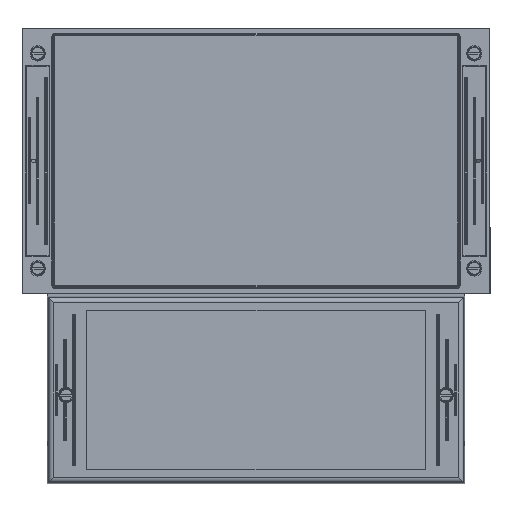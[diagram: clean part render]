
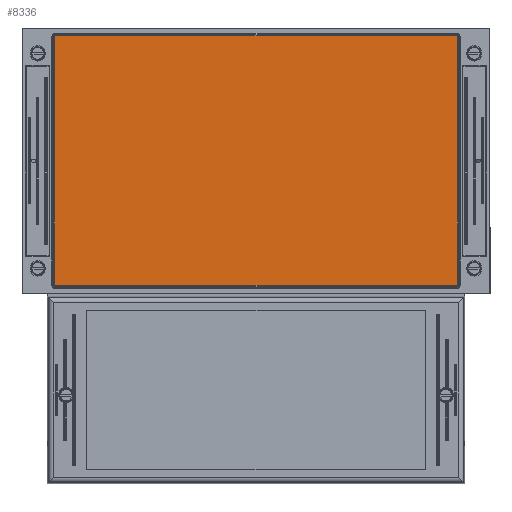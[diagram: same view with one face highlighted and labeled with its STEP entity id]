
A CAD part, top view. The second image highlights one B-rep face of the part: STEP entity #8336.
In plain terms, the highlighted planar face has unit normal (0, 0, 1).
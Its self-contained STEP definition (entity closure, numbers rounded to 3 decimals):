
#8234=CARTESIAN_POINT('',(20.96,140.412,6.5));
#8235=VERTEX_POINT('',#8234);
#8236=CARTESIAN_POINT('',(20.96,41.612,6.5));
#8237=VERTEX_POINT('',#8236);
#8238=CARTESIAN_POINT('',(20.96,140.412,6.5));
#8239=DIRECTION('',(0.0,-1.0,0.0));
#8240=VECTOR('',#8239,98.8);
#8241=LINE('',#8238,#8240);
#8242=EDGE_CURVE('',#8235,#8237,#8241,.T.);
#8265=CARTESIAN_POINT('',(179.96,41.612,6.5));
#8266=VERTEX_POINT('',#8265);
#8267=CARTESIAN_POINT('',(20.96,41.612,6.5));
#8268=DIRECTION('',(1.0,0.0,0.0));
#8269=VECTOR('',#8268,159.);
#8270=LINE('',#8267,#8269);
#8271=EDGE_CURVE('',#8237,#8266,#8270,.T.);
#8289=CARTESIAN_POINT('',(179.96,140.412,6.5));
#8290=VERTEX_POINT('',#8289);
#8291=CARTESIAN_POINT('',(179.96,41.612,6.5));
#8292=DIRECTION('',(0.0,1.0,0.0));
#8293=VECTOR('',#8292,98.8);
#8294=LINE('',#8291,#8293);
#8295=EDGE_CURVE('',#8266,#8290,#8294,.T.);
#8313=CARTESIAN_POINT('',(179.96,140.412,6.5));
#8314=DIRECTION('',(-1.0,0.0,0.0));
#8315=VECTOR('',#8314,159.);
#8316=LINE('',#8313,#8315);
#8317=EDGE_CURVE('',#8290,#8235,#8316,.T.);
#8325=CARTESIAN_POINT('',(100.46,91.012,6.5));
#8326=DIRECTION('',(0.0,0.0,1.0));
#8327=DIRECTION('',(1.0,0.0,0.0));
#8328=AXIS2_PLACEMENT_3D('',#8325,#8326,#8327);
#8329=PLANE('',#8328);
#8330=ORIENTED_EDGE('',*,*,#8242,.T.);
#8331=ORIENTED_EDGE('',*,*,#8271,.T.);
#8332=ORIENTED_EDGE('',*,*,#8295,.T.);
#8333=ORIENTED_EDGE('',*,*,#8317,.T.);
#8334=EDGE_LOOP('',(#8330,#8331,#8332,#8333));
#8335=FACE_OUTER_BOUND('',#8334,.T.);
#8336=ADVANCED_FACE('',(#8335),#8329,.T.);
